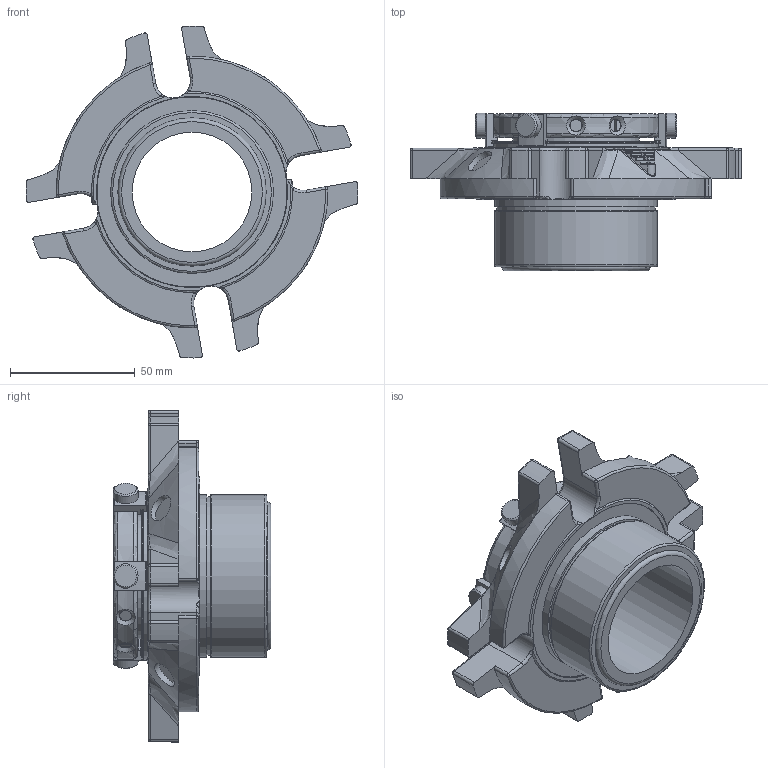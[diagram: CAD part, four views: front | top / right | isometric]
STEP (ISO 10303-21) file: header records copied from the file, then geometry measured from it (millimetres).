
FILE_DESCRIPTION(/* description */ ('Unknown'),/* implementation_level */ '2;1');
FILE_NAME(/* name */ '48mm',/* time_stamp */ '2023-02-20T13:19:23+00:00',/* author */ ('Unknown'),/* organization */ ('Unknown'),/* preprocessor_version */ 'ST-DEVELOPER v16.7',/* originating_system */ 'Solid Edge',/* authorisation */ 'Unknown');
FILE_SCHEMA (('AUTOMOTIVE_DESIGN {1 0 10303 214 3 1 1}'));
Length unit declared in the file: millimetre
Products named in the file (1): 48mm
Bounding box: 133.34 x 63.32 x 133.34 mm (x, y, z)
Volume: 203178.1 mm3; surface area: 49827.9 mm2
Topology: 1 solids, 1 shells, 575 faces, 1456 edges, 877 vertices
Faces by surface type: cylinder 211, plane 161, torus 93, bspline 50, sphere 31, cone 29
Full cylindrical faces by diameter (mm): 3.785 x1, 5 x5, 6 x4, 10 x4, 11.252 x3, 48.006 x1, 50.775 x1, 59.563 x1, 63.576 x1, 65.354 x1, 65.405 x1, 66.7 x1, 68.224 x1, 76.581 x1
Entity records: 21661 total; most frequent: CARTESIAN_POINT 4551, DIRECTION 2818, ORIENTED_EDGE 2660, EDGE_CURVE 1330, AXIS2_PLACEMENT_3D 1165, VERTEX_POINT 836, EDGE_LOOP 664, FACE_BOUND 664
